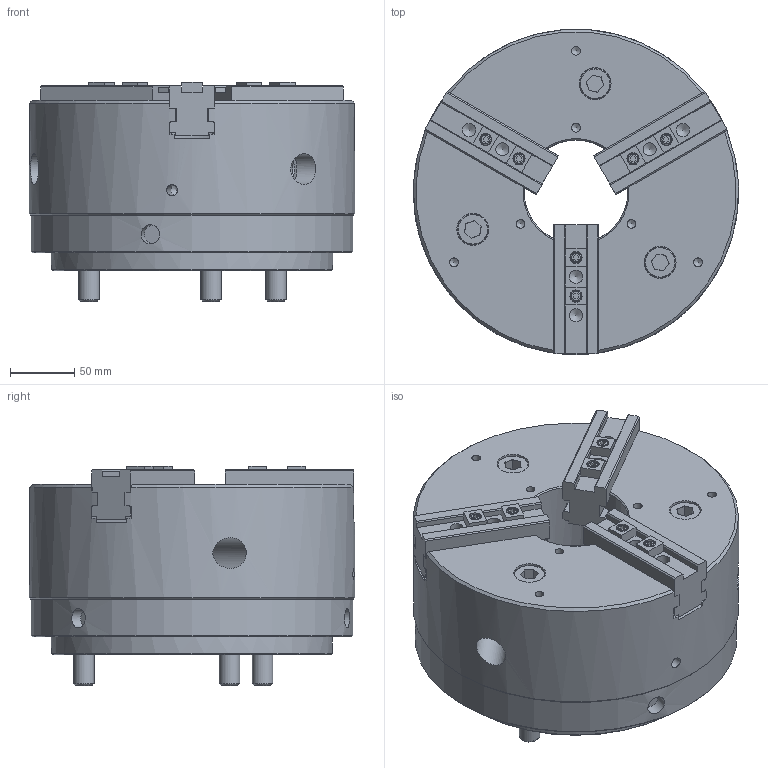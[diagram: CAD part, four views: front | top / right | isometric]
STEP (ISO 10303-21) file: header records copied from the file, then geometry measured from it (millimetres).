
FILE_DESCRIPTION(/* description */ ('Unknown'),/* implementation_level */ '2;1');
FILE_NAME(/* name */ 'QJR10A8-Solid',/* time_stamp */ '2019-08-14T15:28:05+01:00',/* author */ ('Unknown'),/* organization */ ('Unknown'),/* preprocessor_version */ 'ST-DEVELOPER v16.7',/* originating_system */ 'DEX',/* authorisation */ $);
FILE_SCHEMA (('AUTOMOTIVE_DESIGN {1 0 10303 214 3 1 1}'));
Length unit declared in the file: millimetre
Products named in the file (1): QJR10A8 M90x2
Bounding box: 254 x 254 x 171.1 mm (x, y, z)
Volume: 5459757.8 mm3; surface area: 437689.5 mm2
Topology: 1 solids, 16 shells, 669 faces, 1692 edges, 1075 vertices
Faces by surface type: plane 436, cylinder 145, cone 88
Full cylindrical faces by diameter (mm): 4.2 x6, 5 x6, 5.5 x6, 6.8 x9, 8.5 x8, 9 x3, 9.5 x6, 10 x3, 10.2 x6, 11 x9, 12 x1, 14 x3, 14.5 x3, 15 x3, 16 x3, 17 x21, 24 x7, 24.21 x3, 25 x3, 81 x2, 87.835 x1, 88 x2, 91 x1, 96 x1, 102 x2, 105 x2, 105.5 x1, 114.5 x1, 115 x2, 136.1 x1
Entity records: 29241 total; most frequent: CARTESIAN_POINT 9392, DIRECTION 3190, ORIENTED_EDGE 2788, EDGE_CURVE 1394, AXIS2_PLACEMENT_3D 1170, VERTEX_POINT 1005, FACE_BOUND 989, EDGE_LOOP 963
